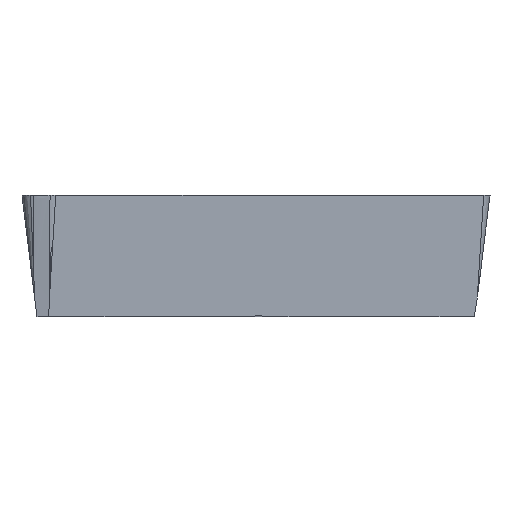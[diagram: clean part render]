
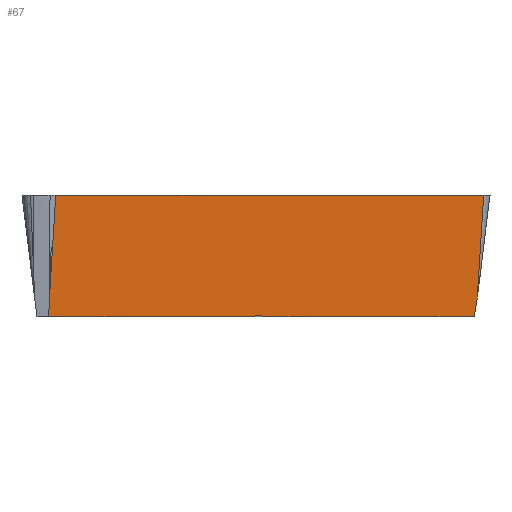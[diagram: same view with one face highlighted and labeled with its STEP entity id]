
A CAD part, front view. The second image highlights one B-rep face of the part: STEP entity #67.
In plain terms, the highlighted planar face has unit normal (0.496, -0.86, -0.122).
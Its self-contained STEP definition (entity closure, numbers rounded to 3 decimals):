
#67=ADVANCED_FACE('_FAC36',(#120),#100,.F.);
#100=PLANE('',#691);
#120=FACE_OUTER_BOUND('',#153,.T.);
#153=EDGE_LOOP('',(#232,#233,#234,#235,#236,#237,#238,#239,#240));
#232=ORIENTED_EDGE('',*,*,#469,.T.);
#233=ORIENTED_EDGE('',*,*,#470,.T.);
#234=ORIENTED_EDGE('',*,*,#471,.F.);
#235=ORIENTED_EDGE('',*,*,#472,.F.);
#236=ORIENTED_EDGE('',*,*,#473,.F.);
#237=ORIENTED_EDGE('',*,*,#474,.T.);
#238=ORIENTED_EDGE('',*,*,#475,.T.);
#239=ORIENTED_EDGE('',*,*,#476,.F.);
#240=ORIENTED_EDGE('',*,*,#477,.T.);
#400=VERTEX_POINT('',#1065);
#401=VERTEX_POINT('',#1066);
#402=VERTEX_POINT('',#1068);
#403=VERTEX_POINT('',#1070);
#404=VERTEX_POINT('',#1075);
#405=VERTEX_POINT('',#1077);
#406=VERTEX_POINT('',#1079);
#407=VERTEX_POINT('',#1081);
#408=VERTEX_POINT('',#1083);
#469=EDGE_CURVE('',#400,#401,#549,.T.);
#470=EDGE_CURVE('',#401,#402,#550,.T.);
#471=EDGE_CURVE('',#403,#402,#551,.T.);
#472=EDGE_CURVE('',#404,#403,#635,.T.);
#473=EDGE_CURVE('',#405,#404,#552,.T.);
#474=EDGE_CURVE('',#405,#406,#553,.T.);
#475=EDGE_CURVE('',#406,#407,#554,.T.);
#476=EDGE_CURVE('',#408,#407,#555,.T.);
#477=EDGE_CURVE('',#408,#400,#636,.T.);
#549=LINE('',#1064,#597);
#550=LINE('',#1067,#598);
#551=LINE('',#1069,#599);
#552=LINE('',#1076,#600);
#553=LINE('',#1078,#601);
#554=LINE('',#1080,#602);
#555=LINE('',#1082,#603);
#597=VECTOR('',#767,1.);
#598=VECTOR('',#768,1.);
#599=VECTOR('',#769,1.);
#600=VECTOR('',#770,1.);
#601=VECTOR('',#771,1.);
#602=VECTOR('',#772,1.);
#603=VECTOR('',#773,1.);
#635=B_SPLINE_CURVE_WITH_KNOTS('',3,(#1071,#1072,#1073,#1074),
 .UNSPECIFIED.,.F.,.F.,(4,4),(0.,1.),.UNSPECIFIED.);
#636=B_SPLINE_CURVE_WITH_KNOTS('',3,(#1084,#1085,#1086,#1087),
 .UNSPECIFIED.,.F.,.F.,(4,4),(0.,1.),.UNSPECIFIED.);
#691=AXIS2_PLACEMENT_3D('',#1088,#774,#775);
#767=DIRECTION('',(0.061,-0.106,0.993));
#768=DIRECTION('',(-0.866,-0.5,0.));
#769=DIRECTION('',(0.061,-0.106,0.993));
#770=DIRECTION('',(-0.866,-0.5,0.));
#771=DIRECTION('',(0.867,0.498,0.019));
#772=DIRECTION('',(0.865,0.502,-0.019));
#773=DIRECTION('',(-0.866,-0.5,0.));
#774=DIRECTION('',(-0.496,0.86,0.122));
#775=DIRECTION('',(0.061,-0.106,0.993));
#1064=CARTESIAN_POINT('',(5.821,-0.265,-0.386));
#1065=CARTESIAN_POINT('',(5.715,-0.082,-2.11));
#1066=CARTESIAN_POINT('',(5.838,-0.295,-0.1));
#1067=CARTESIAN_POINT('',(1.588,-2.75,-0.1));
#1068=CARTESIAN_POINT('',(-2.516,-5.119,-0.1));
#1069=CARTESIAN_POINT('',(-2.491,-5.162,0.307));
#1070=CARTESIAN_POINT('',(-2.641,-4.902,-2.136));
#1071=CARTESIAN_POINT('',(-2.654,-4.861,-2.48));
#1072=CARTESIAN_POINT('',(-2.65,-4.875,-2.365));
#1073=CARTESIAN_POINT('',(-2.645,-4.889,-2.251));
#1074=CARTESIAN_POINT('',(-2.641,-4.902,-2.136));
#1075=CARTESIAN_POINT('',(-2.654,-4.861,-2.48));
#1076=CARTESIAN_POINT('',(1.441,-2.497,-2.48));
#1077=CARTESIAN_POINT('',(0.526,-3.025,-2.48));
#1078=CARTESIAN_POINT('',(1.443,-2.499,-2.46));
#1079=CARTESIAN_POINT('',(1.443,-2.499,-2.46));
#1080=CARTESIAN_POINT('',(1.443,-2.499,-2.46));
#1081=CARTESIAN_POINT('',(2.356,-1.968,-2.48));
#1082=CARTESIAN_POINT('',(1.441,-2.497,-2.48));
#1083=CARTESIAN_POINT('',(5.654,-0.064,-2.48));
#1084=CARTESIAN_POINT('',(5.654,-0.064,-2.48));
#1085=CARTESIAN_POINT('',(5.674,-0.07,-2.357));
#1086=CARTESIAN_POINT('',(5.695,-0.076,-2.233));
#1087=CARTESIAN_POINT('',(5.715,-0.082,-2.11));
#1088=CARTESIAN_POINT('',(1.57,-2.719,-0.386));
